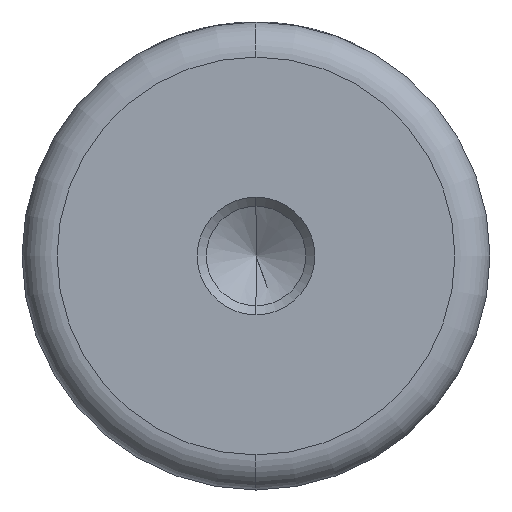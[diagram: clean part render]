
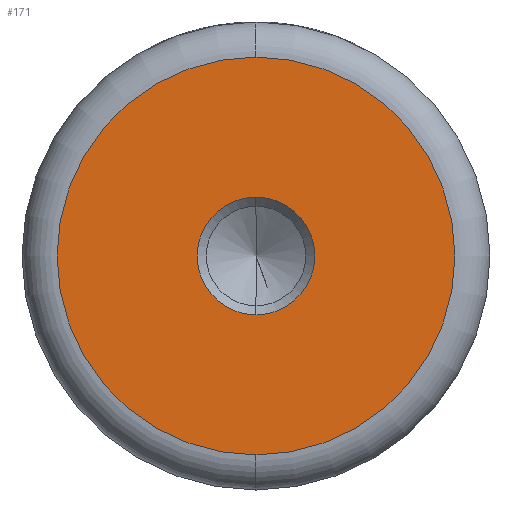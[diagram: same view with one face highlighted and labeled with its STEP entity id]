
A CAD part, left-side view. The second image highlights one B-rep face of the part: STEP entity #171.
In plain terms, the highlighted planar face has unit normal (-1, 0, 0).
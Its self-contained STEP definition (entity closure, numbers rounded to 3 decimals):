
#39 = FACE_BOUND ( 'NONE', #971, .T. ) ;
#46 = AXIS2_PLACEMENT_3D ( 'NONE', #557, #1417, #1335 ) ;
#86 = ORIENTED_EDGE ( 'NONE', *, *, #1110, .F. ) ;
#92 = VERTEX_POINT ( 'NONE', #494 ) ;
#107 = VERTEX_POINT ( 'NONE', #1164 ) ;
#155 = AXIS2_PLACEMENT_3D ( 'NONE', #1273, #633, #1384 ) ;
#171 = ADVANCED_FACE ( 'NONE', ( #39, #1430 ), #1280, .T. ) ;
#224 = ORIENTED_EDGE ( 'NONE', *, *, #683, .T. ) ;
#270 = DIRECTION ( 'NONE',  ( -1., 0., 0. ) ) ;
#411 = CARTESIAN_POINT ( 'NONE',  ( 0., 0., 0. ) ) ;
#461 = ORIENTED_EDGE ( 'NONE', *, *, #1413, .T. ) ;
#494 = CARTESIAN_POINT ( 'NONE',  ( 0., 0., 17. ) ) ;
#526 = DIRECTION ( 'NONE',  ( -1., 0., 0. ) ) ;
#557 = CARTESIAN_POINT ( 'NONE',  ( 0., 0., 0. ) ) ;
#563 = DIRECTION ( 'NONE',  ( -1., 0., 0. ) ) ;
#618 = AXIS2_PLACEMENT_3D ( 'NONE', #411, #526, #1390 ) ;
#633 = DIRECTION ( 'NONE',  ( -1., 0., 0. ) ) ;
#644 = VERTEX_POINT ( 'NONE', #1256 ) ;
#672 = AXIS2_PLACEMENT_3D ( 'NONE', #937, #270, #1042 ) ;
#683 = EDGE_CURVE ( 'NONE', #107, #92, #1245, .T. ) ;
#701 = ORIENTED_EDGE ( 'NONE', *, *, #967, .F. ) ;
#855 = VERTEX_POINT ( 'NONE', #1452 ) ;
#937 = CARTESIAN_POINT ( 'NONE',  ( 0., 0., 0. ) ) ;
#951 = EDGE_LOOP ( 'NONE', ( #461, #224 ) ) ;
#967 = EDGE_CURVE ( 'NONE', #855, #644, #1265, .T. ) ;
#971 = EDGE_LOOP ( 'NONE', ( #86, #701 ) ) ;
#1042 = DIRECTION ( 'NONE',  ( 0., 0., 1. ) ) ;
#1105 = CIRCLE ( 'NONE', #1215, 17. ) ;
#1110 = EDGE_CURVE ( 'NONE', #644, #855, #1349, .T. ) ;
#1164 = CARTESIAN_POINT ( 'NONE',  ( 0., 0., -17. ) ) ;
#1205 = CARTESIAN_POINT ( 'NONE',  ( 0., 0., 0. ) ) ;
#1215 = AXIS2_PLACEMENT_3D ( 'NONE', #1205, #563, #1313 ) ;
#1245 = CIRCLE ( 'NONE', #46, 17. ) ;
#1256 = CARTESIAN_POINT ( 'NONE',  ( 0., 0., 5.025 ) ) ;
#1265 = CIRCLE ( 'NONE', #672, 5.025 ) ;
#1273 = CARTESIAN_POINT ( 'NONE',  ( 0., 0., 0. ) ) ;
#1280 = PLANE ( 'NONE',  #618 ) ;
#1313 = DIRECTION ( 'NONE',  ( 0., 0., 1. ) ) ;
#1335 = DIRECTION ( 'NONE',  ( 0., 0., 1. ) ) ;
#1349 = CIRCLE ( 'NONE', #155, 5.025 ) ;
#1384 = DIRECTION ( 'NONE',  ( 0., 0., 1. ) ) ;
#1390 = DIRECTION ( 'NONE',  ( 0., 0., 1. ) ) ;
#1413 = EDGE_CURVE ( 'NONE', #92, #107, #1105, .T. ) ;
#1417 = DIRECTION ( 'NONE',  ( -1., 0., 0. ) ) ;
#1430 = FACE_OUTER_BOUND ( 'NONE', #951, .T. ) ;
#1452 = CARTESIAN_POINT ( 'NONE',  ( 0., 0., -5.025 ) ) ;
